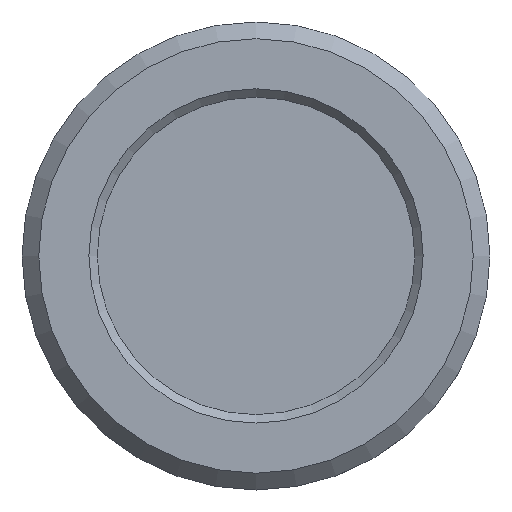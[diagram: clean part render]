
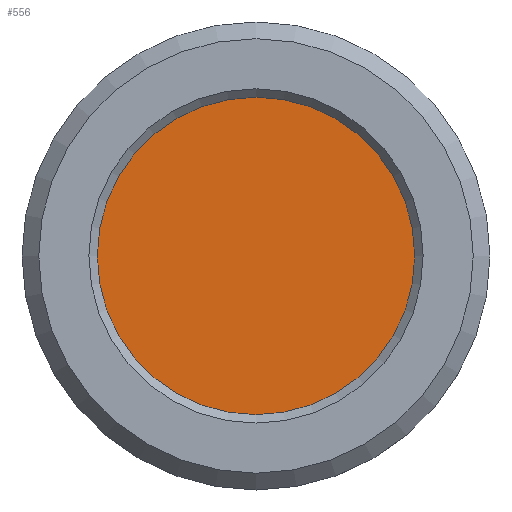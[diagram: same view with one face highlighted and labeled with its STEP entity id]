
A CAD part, top view. The second image highlights one B-rep face of the part: STEP entity #556.
In plain terms, the highlighted planar face has unit normal (0, 0, 1).
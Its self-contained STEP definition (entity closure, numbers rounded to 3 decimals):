
#231=ORIENTED_EDGE('',*,*,#304,.T.);
#304=EDGE_CURVE('',#353,#353,#384,.F.);
#353=VERTEX_POINT('',#985);
#384=CIRCLE('',#642,19.);
#434=EDGE_LOOP('',(#231));
#492=FACE_BOUND('',#434,.T.);
#522=PLANE('',#641);
#556=ADVANCED_FACE('',(#492),#522,.F.);
#641=AXIS2_PLACEMENT_3D('',#983,#809,#810);
#642=AXIS2_PLACEMENT_3D('',#984,#811,#812);
#809=DIRECTION('',(0.,0.,-1.));
#810=DIRECTION('',(-1.,0.,0.));
#811=DIRECTION('',(0.,0.,-1.));
#812=DIRECTION('',(-1.,0.,0.));
#983=CARTESIAN_POINT('',(0.,0.,3.));
#984=CARTESIAN_POINT('',(0.,0.,3.));
#985=CARTESIAN_POINT('',(-19.,0.,3.));
